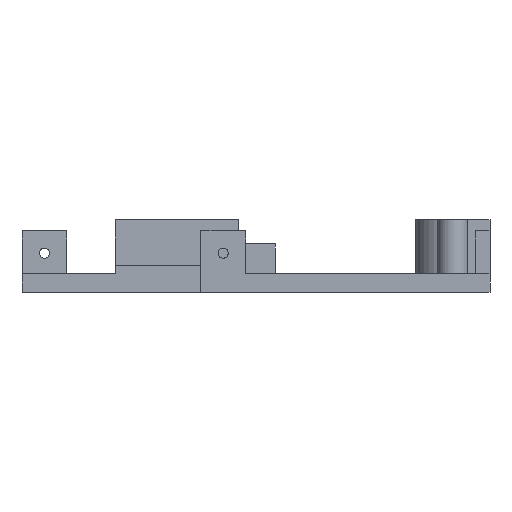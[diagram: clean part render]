
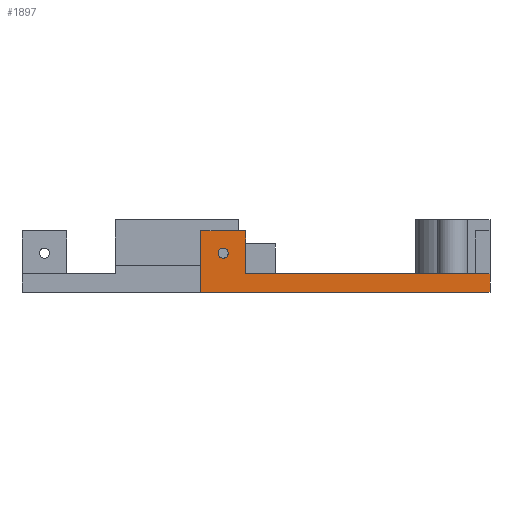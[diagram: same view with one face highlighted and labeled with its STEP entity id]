
A CAD part, front view. The second image highlights one B-rep face of the part: STEP entity #1897.
In plain terms, the highlighted planar face has unit normal (0, -1, 0).
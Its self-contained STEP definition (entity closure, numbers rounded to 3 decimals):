
#67=FACE_BOUND('',#354,.T.);
#120=CIRCLE('',#1990,1.35);
#230=FACE_OUTER_BOUND('',#353,.T.);
#353=EDGE_LOOP('',(#1474,#1475,#1476,#1477,#1478,#1479));
#354=EDGE_LOOP('',(#1480));
#450=LINE('',#2689,#642);
#487=LINE('',#2798,#679);
#532=LINE('',#2978,#724);
#533=LINE('',#2980,#725);
#534=LINE('',#2981,#726);
#535=LINE('',#2982,#727);
#642=VECTOR('',#2145,10.);
#679=VECTOR('',#2248,10.);
#724=VECTOR('',#2447,10.);
#725=VECTOR('',#2448,10.);
#726=VECTOR('',#2449,10.);
#727=VECTOR('',#2450,10.);
#833=VERTEX_POINT('',#2686);
#834=VERTEX_POINT('',#2688);
#870=VERTEX_POINT('',#2790);
#872=VERTEX_POINT('',#2795);
#873=VERTEX_POINT('',#2797);
#931=VERTEX_POINT('',#2977);
#932=VERTEX_POINT('',#2979);
#1006=EDGE_CURVE('',#834,#833,#450,.T.);
#1056=EDGE_CURVE('',#870,#870,#120,.T.);
#1058=EDGE_CURVE('',#872,#873,#487,.T.);
#1141=EDGE_CURVE('',#931,#834,#532,.T.);
#1142=EDGE_CURVE('',#833,#932,#533,.T.);
#1143=EDGE_CURVE('',#932,#873,#534,.T.);
#1144=EDGE_CURVE('',#931,#872,#535,.T.);
#1474=ORIENTED_EDGE('',*,*,#1141,.T.);
#1475=ORIENTED_EDGE('',*,*,#1006,.T.);
#1476=ORIENTED_EDGE('',*,*,#1142,.T.);
#1477=ORIENTED_EDGE('',*,*,#1143,.T.);
#1478=ORIENTED_EDGE('',*,*,#1058,.F.);
#1479=ORIENTED_EDGE('',*,*,#1144,.F.);
#1480=ORIENTED_EDGE('',*,*,#1056,.T.);
#1806=PLANE('',#2068);
#1897=ADVANCED_FACE('',(#230,#67),#1806,.F.);
#1990=AXIS2_PLACEMENT_3D('',#2792,#2243,#2244);
#2068=AXIS2_PLACEMENT_3D('',#2976,#2445,#2446);
#2145=DIRECTION('',(0.,0.,1.));
#2243=DIRECTION('center_axis',(0.,1.,0.));
#2244=DIRECTION('ref_axis',(0.,0.,1.));
#2248=DIRECTION('',(1.,0.,0.));
#2445=DIRECTION('center_axis',(0.,1.,0.));
#2446=DIRECTION('ref_axis',(0.,0.,1.));
#2447=DIRECTION('',(1.,0.,0.));
#2448=DIRECTION('',(-1.,0.,0.));
#2449=DIRECTION('',(0.,0.,1.));
#2450=DIRECTION('',(0.,0.,1.));
#2686=CARTESIAN_POINT('',(59.393,-173.067,14.5));
#2688=CARTESIAN_POINT('',(59.393,-173.067,9.5));
#2689=CARTESIAN_POINT('',(59.393,-173.067,10.75));
#2790=CARTESIAN_POINT('',(-12.207,-173.067,18.65));
#2792=CARTESIAN_POINT('Origin',(-12.207,-173.067,20.));
#2795=CARTESIAN_POINT('',(-18.207,-173.067,26.));
#2797=CARTESIAN_POINT('',(-6.207,-173.067,26.));
#2798=CARTESIAN_POINT('',(-18.207,-173.067,26.));
#2976=CARTESIAN_POINT('Origin',(30.593,-173.067,12.));
#2977=CARTESIAN_POINT('',(-18.207,-173.067,9.5));
#2978=CARTESIAN_POINT('',(16.193,-173.067,9.5));
#2979=CARTESIAN_POINT('',(-6.207,-173.067,14.5));
#2980=CARTESIAN_POINT('',(1.793,-173.067,14.5));
#2981=CARTESIAN_POINT('',(-6.207,-173.067,14.5));
#2982=CARTESIAN_POINT('',(-18.207,-173.067,9.5));
